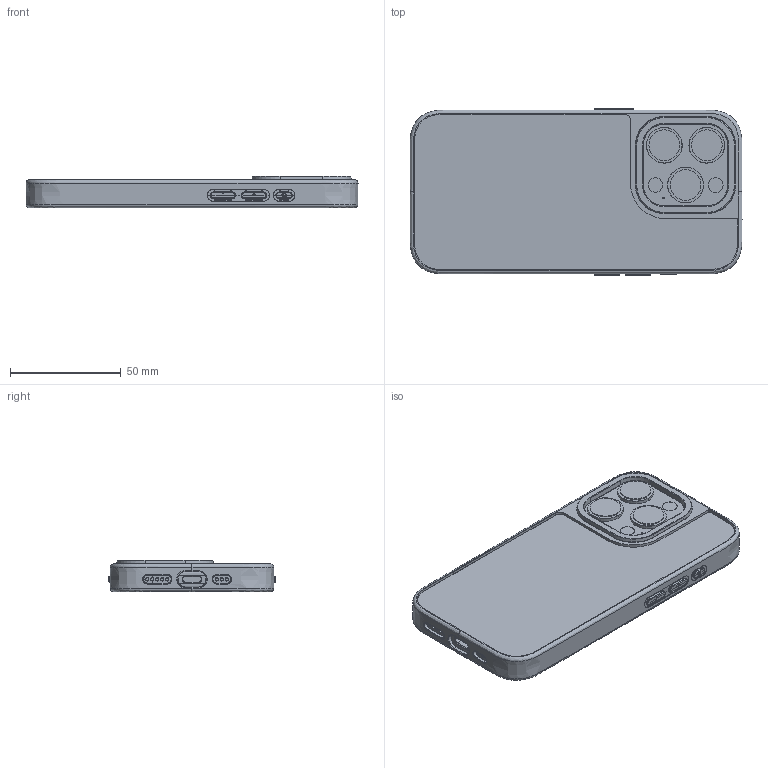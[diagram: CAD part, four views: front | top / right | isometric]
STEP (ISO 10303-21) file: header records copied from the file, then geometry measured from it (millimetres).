
FILE_DESCRIPTION((''),'2;1');
FILE_NAME('15PRO_ASM','2025-06-12T',('Administrator'),(''),'PRO/ENGINEER BY PARAMETRIC TECHNOLOGY CORPORATION, 2015240','PRO/ENGINEER BY PARAMETRIC TECHNOLOGY CORPORATION, 2015240','');
FILE_SCHEMA(('AUTOMOTIVE_DESIGN_CC2 { 1 2 10303 214 -1 1 5 2 }'));
Products named in the file (5): IPHONE15-PRO-002-3_49_2; IPHONE15-PRO-PC3-3_8; IPHONE-15-PRO-XINZI; _KEJIANG_IP15-PRO-MAX___15PRO-7; 15PRO_ASM
Assembly tree (4 placements, depth 2):
  15PRO_ASM
    IPHONE15-PRO-002-3_49_2
    IPHONE15-PRO-PC3-3_8
    IPHONE-15-PRO-XINZI
    _KEJIANG_IP15-PRO-MAX___15PRO-7
Bounding box: 150.07 x 75.06 x 14.31 mm (x, y, z)
Volume: 112496 mm3; surface area: 59945.3 mm2
Topology: 5 solids, 5 shells, 870 faces, 2267 edges, 1455 vertices
Faces by surface type: plane 304, cylinder 222, cone 111, bspline 107, torus 83, extrusion 43
Entity records: 47590 total; most frequent: CARTESIAN_POINT 26321, ORIENTED_EDGE 4526, DIRECTION 3850, EDGE_CURVE 2263, VERTEX_POINT 1453, AXIS2_PLACEMENT_3D 1408, VECTOR 1034, LINE 991
